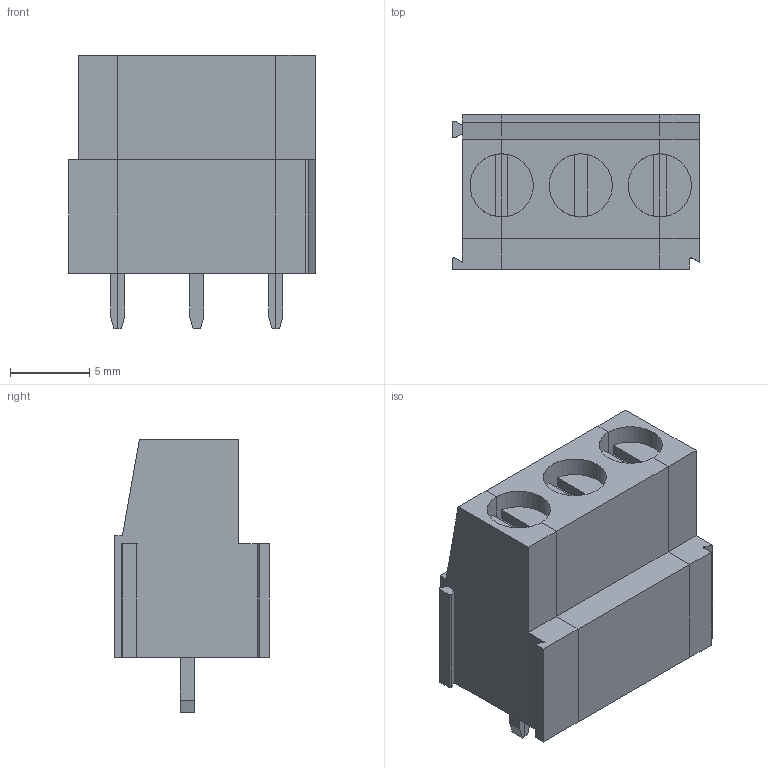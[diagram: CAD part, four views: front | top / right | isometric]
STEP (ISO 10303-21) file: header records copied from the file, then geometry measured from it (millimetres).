
FILE_DESCRIPTION(/* description */ ('Alibre Inc.'),/* implementation_level */ '2;1');
FILE_NAME(/* name */ 'export-32F4EEBF-BDA7-4103-A31E-01C9DC18C3A2',/* time_stamp */ '2021-01-12T15:23:03+01:00',/* author */ (''),/* organization */ (''),/* preprocessor_version */ 'ST-DEVELOPER v17',/* originating_system */ 'Alibre',/* authorisation */ '');
FILE_SCHEMA (('AUTOMOTIVE_DESIGN'));
Length unit declared in the file: millimetre
Products named in the file (4): CLL5_CNT; 2002-1 Screw Terminal 2 pole RM 5.00mm; 2002-2 Screw Terminal 2 pole RM 5.00mm; Assem1
Bounding box: 15.6 x 9.8 x 17.3 mm (x, y, z)
Volume: 1507.4 mm3; surface area: 1665.7 mm2
Topology: 3 solids, 3 shells, 176 faces, 486 edges, 320 vertices
Faces by surface type: plane 164, cylinder 12
Full cylindrical faces by diameter (mm): 4 x1
Entity records: 5583 total; most frequent: CARTESIAN_POINT 987, ORIENTED_EDGE 972, DIRECTION 720, EDGE_CURVE 486, VECTOR 450, LINE 450, VERTEX_POINT 320, AXIS2_PLACEMENT_3D 217
